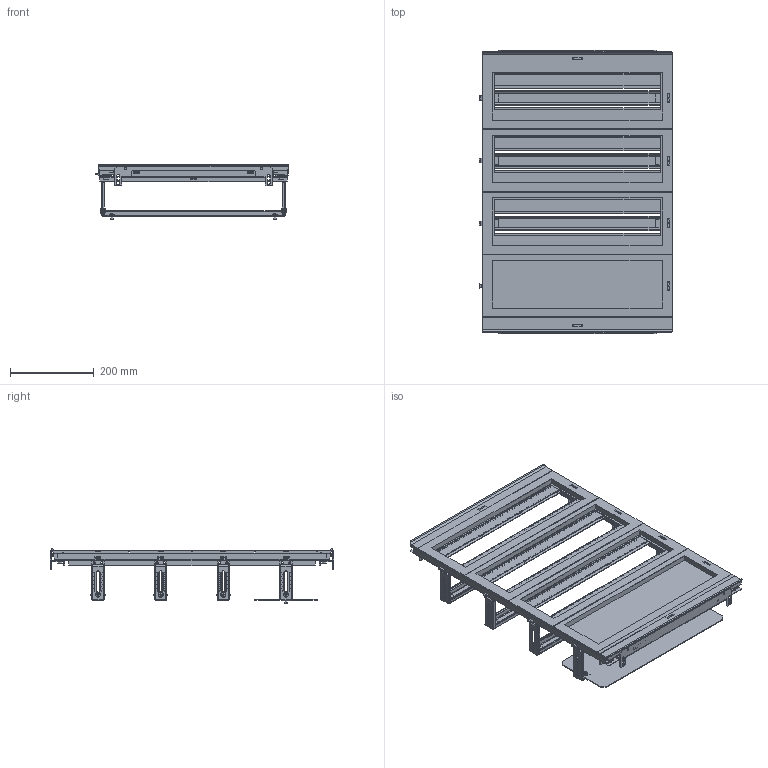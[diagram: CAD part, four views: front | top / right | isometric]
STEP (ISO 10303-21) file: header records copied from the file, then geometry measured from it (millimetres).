
FILE_DESCRIPTION(('STEP AP242'),'1');
FILE_NAME('nsydla66g.stp','2020-12-26T07:56:50',('TraceParts'),('TraceParts S.A.'),'Spatial InterOp 3D',' ',' ');
FILE_SCHEMA(('AP242_MANAGED_MODEL_BASED_3D_ENGINEERING_MIM_LF {1 0 10303 442 1 1 4}'));
Length unit declared in the file: millimetre
Products named in the file (1): nsydla66g
Bounding box: 462.8 x 678.4 x 131.25 mm (x, y, z)
Volume: 1535204.7 mm3; surface area: 1447209.6 mm2
Topology: 1 solids, 7 shells, 6855 faces, 17578 edges, 11415 vertices
Faces by surface type: plane 6001, cylinder 682, cone 88, sphere 60, torus 24
Entity records: 205367 total; most frequent: CARTESIAN_POINT 36685, ORIENTED_EDGE 35156, DIRECTION 33070, EDGE_CURVE 17578, LINE 15462, VECTOR 15462, VERTEX_POINT 11415, AXIS2_PLACEMENT_3D 8804
